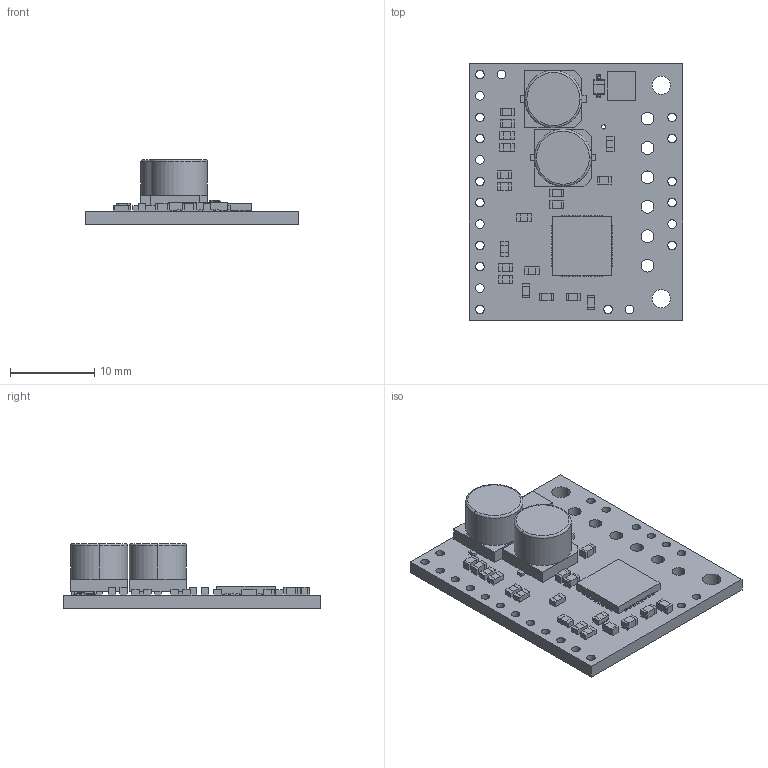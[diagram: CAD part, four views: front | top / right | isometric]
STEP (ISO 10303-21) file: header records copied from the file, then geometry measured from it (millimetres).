
FILE_DESCRIPTION (( 'STEP AP214' ), '1' );
FILE_NAME ('amis-30543-stepper-motor-driver-carrier.step', '2016-11-01T18:21:20', ( '' ), ( '' ), 'SwSTEP 2.0', 'SolidWorks 2016', '' );
FILE_SCHEMA (( 'AUTOMOTIVE_DESIGN' ));
Length unit declared in the file: millimetre
Products named in the file (1): amis-30543-stepper-motor-driver-carrier
Bounding box: 25.4 x 30.48 x 7.67 mm (x, y, z)
Volume: 1687.8 mm3; surface area: 2513.8 mm2
Topology: 1 solids, 1 shells, 944 faces, 2670 edges, 1750 vertices
Faces by surface type: plane 722, bspline 142, cylinder 76, torus 4
Entity records: 45602 total; most frequent: CARTESIAN_POINT 11428, ORIENTED_EDGE 5340, DIRECTION 4101, EDGE_CURVE 2670, LINE 2167, VECTOR 2167, VERTEX_POINT 1750, EDGE_LOOP 1100
